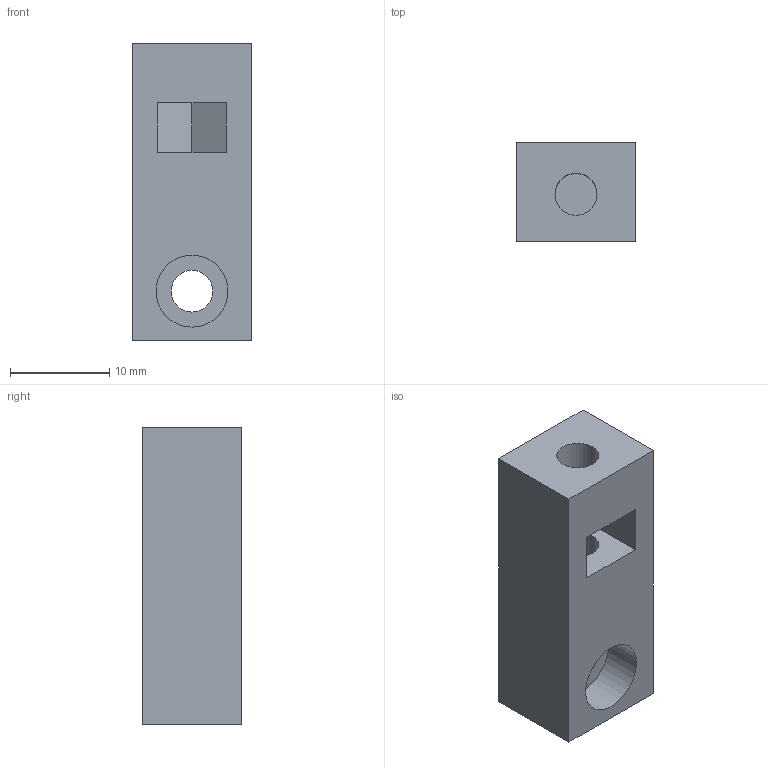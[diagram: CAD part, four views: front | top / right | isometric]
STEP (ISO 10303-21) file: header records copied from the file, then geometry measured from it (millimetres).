
FILE_DESCRIPTION(/* description */ (''),/* implementation_level */ '2;1');
FILE_NAME(/* name */ 'mgn_screw_nut.stp',/* time_stamp */ '2021-07-08T19:22:30-07:00',/* author */ ('user'),/* organization */ (''),/* preprocessor_version */ 'ST-DEVELOPER v18.1',/* originating_system */ 'Autodesk Inventor 2022',/* authorisation */ '');
FILE_SCHEMA (('AUTOMOTIVE_DESIGN { 1 0 10303 214 3 1 1 }'));
Length unit declared in the file: millimetre
Products named in the file (1): mgn_screw_nut
Bounding box: 12 x 10 x 30 mm (x, y, z)
Volume: 2860.6 mm3; surface area: 2061.2 mm2
Topology: 1 solids, 1 shells, 18 faces, 39 edges, 26 vertices
Faces by surface type: plane 14, cylinder 4
Full cylindrical faces by diameter (mm): 4.2 x1, 4.25 x2, 7.25 x1
Entity records: 540 total; most frequent: DIRECTION 85, CARTESIAN_POINT 84, ORIENTED_EDGE 78, EDGE_CURVE 39, LINE 31, VECTOR 31, AXIS2_PLACEMENT_3D 27, VERTEX_POINT 26
